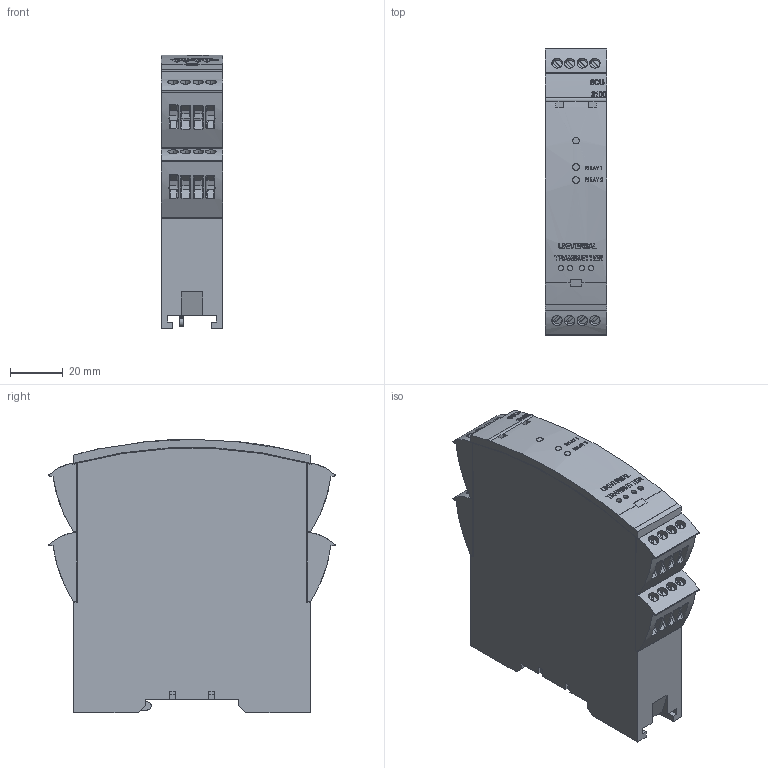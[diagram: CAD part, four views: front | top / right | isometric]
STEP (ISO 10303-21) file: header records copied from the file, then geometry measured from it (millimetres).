
FILE_DESCRIPTION (( 'STEP AP214' ), '1' );
FILE_NAME ('SCU-3100.STEP', '2019-04-22T17:22:05', ( '' ), ( '' ), 'SwSTEP 2.0', 'SolidWorks 2017', '' );
FILE_SCHEMA (( 'AUTOMOTIVE_DESIGN' ));
Length unit declared in the file: millimetre
Products named in the file (1): SCU-3100
Bounding box: 23.5 x 109 x 104 mm (x, y, z)
Volume: 216806.2 mm3; surface area: 32763.8 mm2
Topology: 1 solids, 1 shells, 1028 faces, 2792 edges, 1864 vertices
Faces by surface type: plane 618, bspline 210, cylinder 200
Entity records: 54838 total; most frequent: CARTESIAN_POINT 26378, ORIENTED_EDGE 5584, DIRECTION 3973, EDGE_CURVE 2792, VERTEX_POINT 1864, VECTOR 1483, LINE 1483, AXIS2_PLACEMENT_3D 1245
